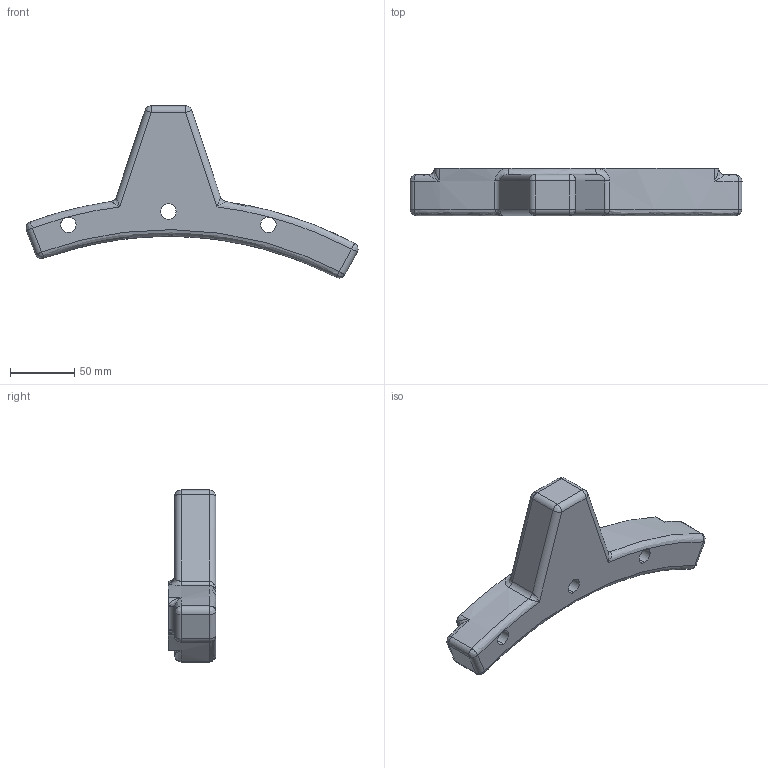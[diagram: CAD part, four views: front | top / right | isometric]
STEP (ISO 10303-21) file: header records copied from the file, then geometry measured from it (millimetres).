
FILE_DESCRIPTION (( 'STEP AP203' ), '1' );
FILE_NAME ('430-j1-hardstop_Default_sldprt.STEP', '2021-08-15T18:12:40', ( '' ), ( '' ), 'SwSTEP 2.0', 'SolidWorks 2021', '' );
FILE_SCHEMA (( 'CONFIG_CONTROL_DESIGN' ));
Length unit declared in the file: millimetre
Products named in the file (1): 430-j1-hardstop_Default_sldprt
Bounding box: 257.71 x 37 x 133.6 mm (x, y, z)
Volume: 394402 mm3; surface area: 48608.9 mm2
Topology: 1 solids, 1 shells, 78 faces, 176 edges, 96 vertices
Faces by surface type: cylinder 34, bspline 32, plane 12
Entity records: 3587 total; most frequent: CARTESIAN_POINT 2062, ORIENTED_EDGE 344, DIRECTION 240, EDGE_CURVE 172, AXIS2_PLACEMENT_3D 96, VERTEX_POINT 94, EDGE_LOOP 82, FACE_OUTER_BOUND 78
